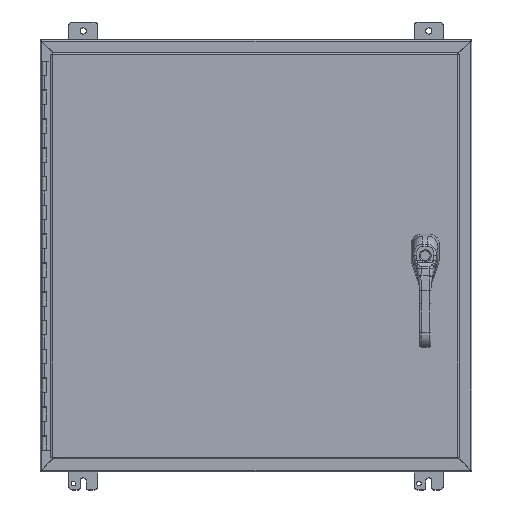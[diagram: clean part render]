
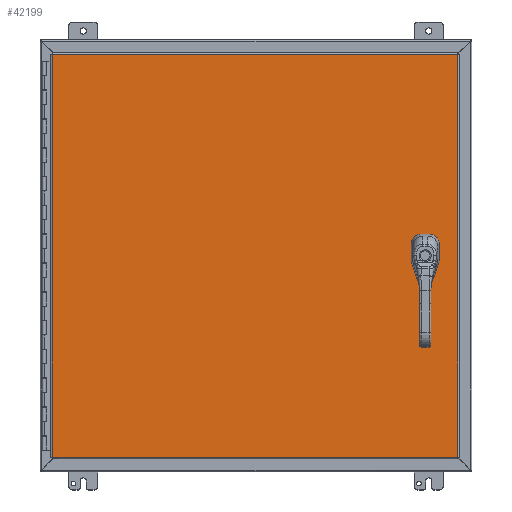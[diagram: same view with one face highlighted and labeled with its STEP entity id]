
A CAD part, top view. The second image highlights one B-rep face of the part: STEP entity #42199.
In plain terms, the highlighted face is planar.
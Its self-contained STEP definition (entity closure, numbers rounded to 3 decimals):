
#3002=FACE_BOUND('',#8403,.T.);
#3003=FACE_BOUND('',#8404,.T.);
#3004=FACE_BOUND('',#8405,.T.);
#3005=FACE_BOUND('',#8406,.T.);
#3651=PLANE('',#47139);
#5793=FACE_OUTER_BOUND('',#8402,.T.);
#8402=EDGE_LOOP('',(#35917,#35918,#35919,#35920));
#8403=EDGE_LOOP('',(#35921,#35922,#35923,#35924,#35925,#35926,#35927,#35928));
#8404=EDGE_LOOP('',(#35929));
#8405=EDGE_LOOP('',(#35930));
#8406=EDGE_LOOP('',(#35931));
#11010=LINE('',#105048,#13987);
#11014=LINE('',#105060,#13991);
#11018=LINE('',#105072,#13995);
#11022=LINE('',#105082,#13999);
#11047=LINE('',#105255,#14024);
#11060=LINE('',#105390,#14037);
#11078=LINE('',#105559,#14055);
#11082=LINE('',#105594,#14059);
#13987=VECTOR('',#57061,0.394);
#13991=VECTOR('',#57073,0.394);
#13995=VECTOR('',#57085,0.394);
#13999=VECTOR('',#57097,0.394);
#14024=VECTOR('',#57154,0.394);
#14037=VECTOR('',#57177,0.394);
#14055=VECTOR('',#57211,0.394);
#14059=VECTOR('',#57221,0.394);
#16817=CIRCLE('',#47083,0.453);
#16819=CIRCLE('',#47087,0.453);
#16821=CIRCLE('',#47091,0.453);
#16823=CIRCLE('',#47095,0.453);
#16824=CIRCLE('',#47098,0.141);
#16826=CIRCLE('',#47101,0.141);
#16828=CIRCLE('',#47104,0.141);
#19841=VERTEX_POINT('',#105039);
#19842=VERTEX_POINT('',#105041);
#19844=VERTEX_POINT('',#105047);
#19846=VERTEX_POINT('',#105053);
#19848=VERTEX_POINT('',#105059);
#19850=VERTEX_POINT('',#105065);
#19852=VERTEX_POINT('',#105071);
#19854=VERTEX_POINT('',#105077);
#19855=VERTEX_POINT('',#105084);
#19857=VERTEX_POINT('',#105090);
#19859=VERTEX_POINT('',#105096);
#19884=VERTEX_POINT('',#105246);
#19885=VERTEX_POINT('',#105254);
#19889=VERTEX_POINT('',#105326);
#19895=VERTEX_POINT('',#105382);
#25307=EDGE_CURVE('',#19842,#19841,#16817,.T.);
#25310=EDGE_CURVE('',#19844,#19842,#11010,.T.);
#25313=EDGE_CURVE('',#19846,#19844,#16819,.T.);
#25316=EDGE_CURVE('',#19848,#19846,#11014,.T.);
#25319=EDGE_CURVE('',#19850,#19848,#16821,.T.);
#25322=EDGE_CURVE('',#19852,#19850,#11018,.T.);
#25325=EDGE_CURVE('',#19854,#19852,#16823,.T.);
#25328=EDGE_CURVE('',#19841,#19854,#11022,.T.);
#25329=EDGE_CURVE('',#19855,#19855,#16824,.T.);
#25332=EDGE_CURVE('',#19857,#19857,#16826,.T.);
#25335=EDGE_CURVE('',#19859,#19859,#16828,.T.);
#25368=EDGE_CURVE('',#19885,#19884,#11047,.T.);
#25388=EDGE_CURVE('',#19889,#19895,#11060,.T.);
#25413=EDGE_CURVE('',#19884,#19889,#11078,.T.);
#25418=EDGE_CURVE('',#19895,#19885,#11082,.T.);
#35917=ORIENTED_EDGE('',*,*,#25413,.T.);
#35918=ORIENTED_EDGE('',*,*,#25388,.T.);
#35919=ORIENTED_EDGE('',*,*,#25418,.T.);
#35920=ORIENTED_EDGE('',*,*,#25368,.T.);
#35921=ORIENTED_EDGE('',*,*,#25307,.T.);
#35922=ORIENTED_EDGE('',*,*,#25328,.T.);
#35923=ORIENTED_EDGE('',*,*,#25325,.T.);
#35924=ORIENTED_EDGE('',*,*,#25322,.T.);
#35925=ORIENTED_EDGE('',*,*,#25319,.T.);
#35926=ORIENTED_EDGE('',*,*,#25316,.T.);
#35927=ORIENTED_EDGE('',*,*,#25313,.T.);
#35928=ORIENTED_EDGE('',*,*,#25310,.T.);
#35929=ORIENTED_EDGE('',*,*,#25329,.T.);
#35930=ORIENTED_EDGE('',*,*,#25332,.T.);
#35931=ORIENTED_EDGE('',*,*,#25335,.T.);
#42199=ADVANCED_FACE('',(#5793,#3002,#3003,#3004,#3005),#3651,.F.);
#47083=AXIS2_PLACEMENT_3D('',#105042,#57055,#57056);
#47087=AXIS2_PLACEMENT_3D('',#105054,#57067,#57068);
#47091=AXIS2_PLACEMENT_3D('',#105066,#57079,#57080);
#47095=AXIS2_PLACEMENT_3D('',#105078,#57091,#57092);
#47098=AXIS2_PLACEMENT_3D('',#105085,#57100,#57101);
#47101=AXIS2_PLACEMENT_3D('',#105091,#57107,#57108);
#47104=AXIS2_PLACEMENT_3D('',#105097,#57114,#57115);
#47139=AXIS2_PLACEMENT_3D('',#105697,#57257,#57258);
#57055=DIRECTION('center_axis',(0.,0.,1.));
#57056=DIRECTION('ref_axis',(-0.469,-0.883,0.));
#57061=DIRECTION('',(0.,1.,0.));
#57067=DIRECTION('center_axis',(0.,0.,1.));
#57068=DIRECTION('ref_axis',(-0.883,0.469,0.));
#57073=DIRECTION('',(1.,0.,0.));
#57079=DIRECTION('center_axis',(0.,0.,1.));
#57080=DIRECTION('ref_axis',(0.469,0.883,0.));
#57085=DIRECTION('',(0.,-1.,0.));
#57091=DIRECTION('center_axis',(0.,0.,1.));
#57092=DIRECTION('ref_axis',(0.883,-0.469,0.));
#57097=DIRECTION('',(-1.,0.,0.));
#57100=DIRECTION('center_axis',(0.,0.,1.));
#57101=DIRECTION('ref_axis',(1.,0.,0.));
#57107=DIRECTION('center_axis',(0.,0.,1.));
#57108=DIRECTION('ref_axis',(1.,0.,0.));
#57114=DIRECTION('center_axis',(0.,0.,1.));
#57115=DIRECTION('ref_axis',(1.,0.,0.));
#57154=DIRECTION('',(-1.,0.,0.));
#57177=DIRECTION('',(1.,0.,0.));
#57211=DIRECTION('',(0.,1.,0.));
#57221=DIRECTION('',(0.,-1.,0.));
#57257=DIRECTION('center_axis',(0.,0.,1.));
#57258=DIRECTION('ref_axis',(1.,0.,0.));
#105039=CARTESIAN_POINT('',(12.025,0.4,0.));
#105041=CARTESIAN_POINT('',(12.213,0.213,0.));
#105042=CARTESIAN_POINT('Origin',(11.813,0.,0.));
#105047=CARTESIAN_POINT('',(12.213,-0.213,0.));
#105048=CARTESIAN_POINT('',(12.213,0.106,0.));
#105053=CARTESIAN_POINT('',(12.025,-0.4,0.));
#105054=CARTESIAN_POINT('Origin',(11.813,0.,0.));
#105059=CARTESIAN_POINT('',(11.6,-0.4,0.));
#105060=CARTESIAN_POINT('',(6.013,-0.4,0.));
#105065=CARTESIAN_POINT('',(11.413,-0.213,0.));
#105066=CARTESIAN_POINT('Origin',(11.813,0.,0.));
#105071=CARTESIAN_POINT('',(11.413,0.213,0.));
#105072=CARTESIAN_POINT('',(11.413,-0.106,0.));
#105077=CARTESIAN_POINT('',(11.6,0.4,0.));
#105078=CARTESIAN_POINT('Origin',(11.813,0.,0.));
#105082=CARTESIAN_POINT('',(5.8,0.4,0.));
#105084=CARTESIAN_POINT('',(11.672,0.886,0.));
#105085=CARTESIAN_POINT('Origin',(11.813,0.886,0.));
#105090=CARTESIAN_POINT('',(11.672,1.378,0.));
#105091=CARTESIAN_POINT('Origin',(11.813,1.378,0.));
#105096=CARTESIAN_POINT('',(11.672,-0.885,0.));
#105097=CARTESIAN_POINT('Origin',(11.813,-0.885,0.));
#105246=CARTESIAN_POINT('',(-14.082,-13.989,0.));
#105254=CARTESIAN_POINT('',(14.082,-13.989,0.));
#105255=CARTESIAN_POINT('',(7.041,-13.989,0.));
#105326=CARTESIAN_POINT('',(-14.082,13.989,0.));
#105382=CARTESIAN_POINT('',(14.082,13.989,0.));
#105390=CARTESIAN_POINT('',(-7.094,13.989,0.));
#105559=CARTESIAN_POINT('',(-14.082,-6.994,0.));
#105594=CARTESIAN_POINT('',(14.082,6.994,0.));
#105697=CARTESIAN_POINT('Origin',(0.,0.,
0.));
